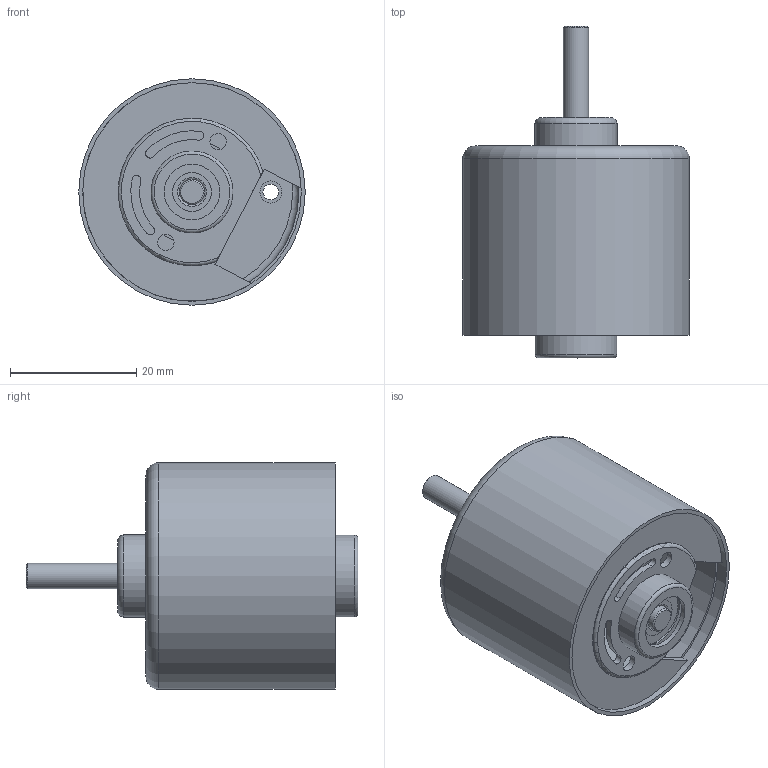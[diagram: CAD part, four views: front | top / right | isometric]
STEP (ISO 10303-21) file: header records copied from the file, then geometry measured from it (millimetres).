
FILE_DESCRIPTION(/* description */ (''),/* implementation_level */ '2;1');
FILE_NAME(/* name */ 'DBL36S024048-A.stp',/* time_stamp */ '2017-09-06T08:06:16+02:00',/* author */ ('angelika.schneid'),/* organization */ (''),/* preprocessor_version */ 'ST-DEVELOPER v16.5',/* originating_system */ 'Autodesk Inventor 2017',/* authorisation */ '');
FILE_SCHEMA (('AUTOMOTIVE_DESIGN { 1 0 10303 214 3 1 1 }'));
Length unit declared in the file: millimetre
Products named in the file (1): DBL36S024048-A
Bounding box: 35.9 x 52.6 x 35.9 mm (x, y, z)
Volume: 8465 mm3; surface area: 13830.8 mm2
Topology: 6 solids, 8 shells, 357 faces, 927 edges, 614 vertices
Faces by surface type: plane 285, cylinder 47, torus 19, cone 6
Full cylindrical faces by diameter (mm): 2.5 x2, 2.6 x2, 3 x2, 3.5 x2, 4 x4, 6 x2, 6.2 x4, 8.5 x1, 8.8 x1, 9.5 x4, 12 x6, 13 x2, 16.4 x1, 33.9 x1, 34.65 x1, 35.9 x1
Entity records: 10489 total; most frequent: CARTESIAN_POINT 1854, ORIENTED_EDGE 1710, DIRECTION 1688, EDGE_CURVE 857, LINE 734, VECTOR 734, VERTEX_POINT 603, AXIS2_PLACEMENT_3D 477
